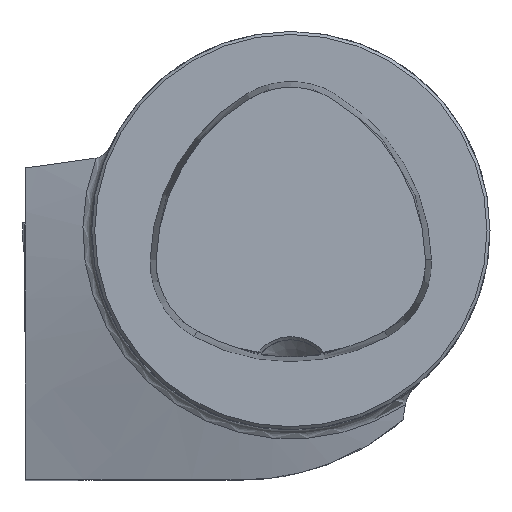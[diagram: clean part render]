
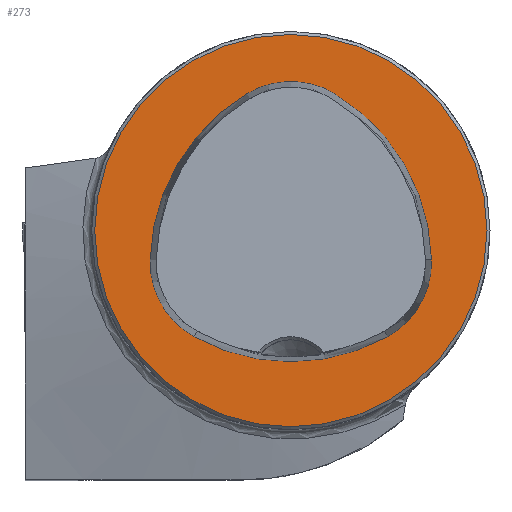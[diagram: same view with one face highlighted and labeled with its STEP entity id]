
A CAD part, top view. The second image highlights one B-rep face of the part: STEP entity #273.
In plain terms, the highlighted planar face has unit normal (0, 0, 1).
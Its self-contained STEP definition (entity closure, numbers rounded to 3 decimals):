
#123=FACE_BOUND('',#551,.T.);
#124=FACE_BOUND('',#552,.T.);
#223=CIRCLE('',#2266,20.063);
#225=CIRCLE('',#2269,20.063);
#226=CIRCLE('',#2270,8.563);
#227=CIRCLE('',#2271,20.063);
#228=CIRCLE('',#2272,8.563);
#229=CIRCLE('',#2273,8.563);
#230=CIRCLE('',#2274,19.7);
#273=ADVANCED_FACE('CU_E_LO_SU_1',(#123,#124),#376,.T.);
#376=PLANE('',#2275);
#551=EDGE_LOOP('',(#900,#901,#902,#903,#904,#905));
#552=EDGE_LOOP('',(#906));
#900=ORIENTED_EDGE('',*,*,#1659,.F.);
#901=ORIENTED_EDGE('',*,*,#1660,.F.);
#902=ORIENTED_EDGE('',*,*,#1661,.F.);
#903=ORIENTED_EDGE('',*,*,#1662,.F.);
#904=ORIENTED_EDGE('',*,*,#1656,.F.);
#905=ORIENTED_EDGE('',*,*,#1663,.F.);
#906=ORIENTED_EDGE('',*,*,#1664,.T.);
#1436=VERTEX_POINT('',#3674);
#1437=VERTEX_POINT('',#3676);
#1439=VERTEX_POINT('',#3682);
#1440=VERTEX_POINT('',#3683);
#1441=VERTEX_POINT('',#3685);
#1442=VERTEX_POINT('',#3687);
#1443=VERTEX_POINT('',#3691);
#1656=EDGE_CURVE('',#1436,#1437,#223,.T.);
#1659=EDGE_CURVE('',#1439,#1440,#225,.T.);
#1660=EDGE_CURVE('',#1441,#1439,#226,.T.);
#1661=EDGE_CURVE('',#1442,#1441,#227,.T.);
#1662=EDGE_CURVE('',#1437,#1442,#228,.T.);
#1663=EDGE_CURVE('',#1440,#1436,#229,.T.);
#1664=EDGE_CURVE('',#1443,#1443,#230,.T.);
#2266=AXIS2_PLACEMENT_3D('',#3675,#2581,#2582);
#2269=AXIS2_PLACEMENT_3D('',#3681,#2588,#2589);
#2270=AXIS2_PLACEMENT_3D('',#3684,#2590,#2591);
#2271=AXIS2_PLACEMENT_3D('',#3686,#2592,#2593);
#2272=AXIS2_PLACEMENT_3D('',#3688,#2594,#2595);
#2273=AXIS2_PLACEMENT_3D('',#3689,#2596,#2597);
#2274=AXIS2_PLACEMENT_3D('',#3690,#2598,#2599);
#2275=AXIS2_PLACEMENT_3D('',#3692,#2600,#2601);
#2581=DIRECTION('',(0.,0.,1.));
#2582=DIRECTION('',(1.,0.,0.));
#2588=DIRECTION('',(0.,0.,1.));
#2589=DIRECTION('',(1.,0.,0.));
#2590=DIRECTION('',(0.,0.,1.));
#2591=DIRECTION('',(1.,0.,0.));
#2592=DIRECTION('',(0.,0.,1.));
#2593=DIRECTION('',(1.,0.,0.));
#2594=DIRECTION('',(0.,0.,1.));
#2595=DIRECTION('',(1.,0.,0.));
#2596=DIRECTION('',(0.,0.,1.));
#2597=DIRECTION('',(1.,0.,0.));
#2598=DIRECTION('',(0.,0.,1.));
#2599=DIRECTION('',(1.,0.,0.));
#2600=DIRECTION('',(0.,0.,1.));
#2601=DIRECTION('',(1.,0.,0.));
#3674=CARTESIAN_POINT('',(-9.704,-10.66,0.));
#3675=CARTESIAN_POINT('',(0.,6.9,0.));
#3676=CARTESIAN_POINT('',(9.704,-10.66,0.));
#3681=CARTESIAN_POINT('',(5.934,-3.451,0.));
#3682=CARTESIAN_POINT('',(-4.418,13.735,0.));
#3683=CARTESIAN_POINT('',(-14.123,-2.953,0.));
#3684=CARTESIAN_POINT('',(0.,6.4,0.));
#3685=CARTESIAN_POINT('',(4.418,13.735,0.));
#3686=CARTESIAN_POINT('',(-5.934,-3.451,0.));
#3687=CARTESIAN_POINT('',(14.123,-2.953,0.));
#3688=CARTESIAN_POINT('',(5.562,-3.165,0.));
#3689=CARTESIAN_POINT('',(-5.562,-3.165,0.));
#3690=CARTESIAN_POINT('',(0.,0.,0.));
#3691=CARTESIAN_POINT('',(19.7,0.,0.));
#3692=CARTESIAN_POINT('',(0.,0.,0.));
